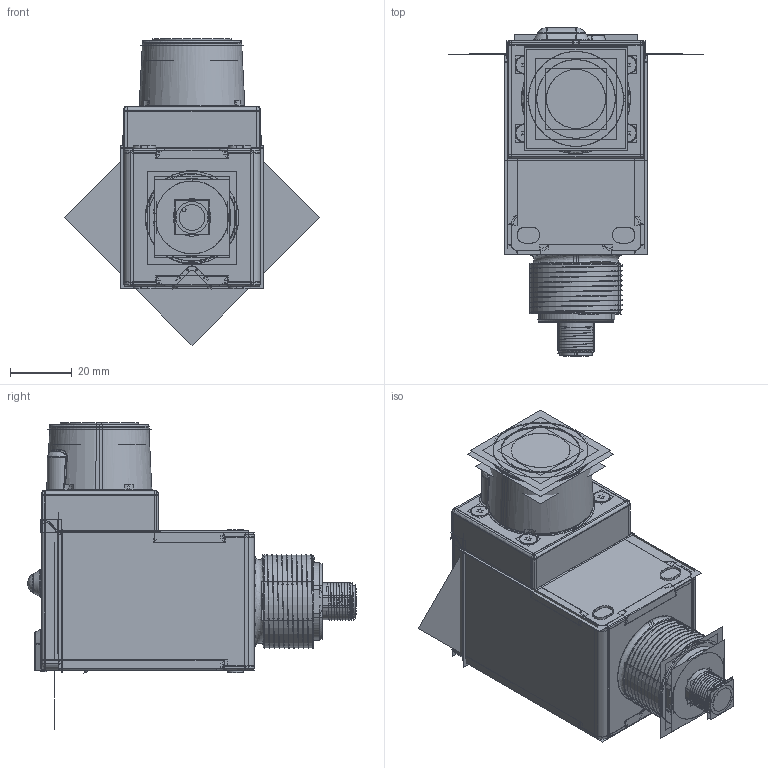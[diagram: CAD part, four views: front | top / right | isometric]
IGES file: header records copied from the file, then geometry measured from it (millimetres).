
Start section:  PTC IGES file: 156716.igs
Global section: file name: 156716.igs; native system: Creo Parametric by Parametric Technology Corporation; preprocessor: 2013230; author: pdmadmin; organization: Unknown; date: 20151116.082120; units: millimetre
Bounding box: 82.56 x 106.21 x 99.01 mm (x, y, z)
Volume: 87522.8 mm3; surface area: 394981 mm2
Topology: 13 solids, 13 shells, 2638 faces, 13276 edges, 16670 vertices
Faces by surface type: revolution 1402, bspline 1236
